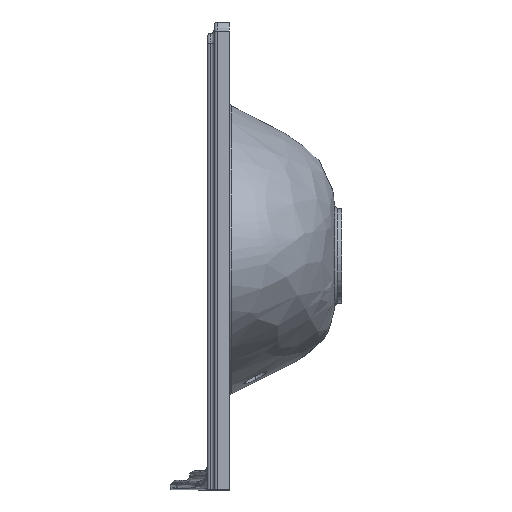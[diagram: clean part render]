
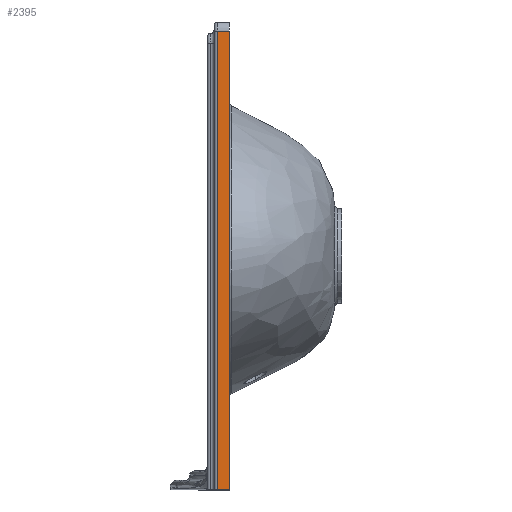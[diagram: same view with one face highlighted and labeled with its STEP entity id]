
A CAD part, left-side view. The second image highlights one B-rep face of the part: STEP entity #2395.
In plain terms, the highlighted planar face has unit normal (-1, 0, 0).
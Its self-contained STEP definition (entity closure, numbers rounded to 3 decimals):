
#367 = DIRECTION ( 'NONE',  ( 0., 1., 0. ) ) ;
#517 = PLANE ( 'NONE',  #9019 ) ;
#571 = DIRECTION ( 'NONE',  ( 0., 0., 1. ) ) ;
#1572 = EDGE_CURVE ( 'NONE', #2090, #11816, #9079, .T. ) ;
#2090 = VERTEX_POINT ( 'NONE', #6992 ) ;
#2395 = ADVANCED_FACE ( 'NONE', ( #8908 ), #517, .T. ) ;
#3072 = CARTESIAN_POINT ( 'NONE',  ( -448., -10.5, 233.5 ) ) ;
#3550 = VECTOR ( 'NONE', #367, 1000. ) ;
#3580 = EDGE_CURVE ( 'NONE', #7557, #11816, #11623, .T. ) ;
#4487 = ORIENTED_EDGE ( 'NONE', *, *, #3580, .T. ) ;
#4637 = VECTOR ( 'NONE', #12445, 1000. ) ;
#4832 = EDGE_CURVE ( 'NONE', #9895, #2090, #5379, .T. ) ;
#5305 = CARTESIAN_POINT ( 'NONE',  ( -448., -140., 243.5 ) ) ;
#5355 = CARTESIAN_POINT ( 'NONE',  ( -448., -23., 233.5 ) ) ;
#5379 = LINE ( 'NONE', #5674, #15078 ) ;
#5674 = CARTESIAN_POINT ( 'NONE',  ( -448., -23., 243.5 ) ) ;
#5675 = LINE ( 'NONE', #14304, #10632 ) ;
#5915 = DIRECTION ( 'NONE',  ( 0., 1., 0. ) ) ;
#6992 = CARTESIAN_POINT ( 'NONE',  ( -448., -23., -243.5 ) ) ;
#7246 = CARTESIAN_POINT ( 'NONE',  ( -448., -140., -243.5 ) ) ;
#7557 = VERTEX_POINT ( 'NONE', #3072 ) ;
#8881 = ORIENTED_EDGE ( 'NONE', *, *, #1572, .F. ) ;
#8908 = FACE_OUTER_BOUND ( 'NONE', #14868, .T. ) ;
#9019 = AXIS2_PLACEMENT_3D ( 'NONE', #5305, #11051, #571 ) ;
#9079 = LINE ( 'NONE', #7246, #3550 ) ;
#9618 = ORIENTED_EDGE ( 'NONE', *, *, #4832, .F. ) ;
#9895 = VERTEX_POINT ( 'NONE', #5355 ) ;
#10356 = DIRECTION ( 'NONE',  ( 0., 0., -1. ) ) ;
#10632 = VECTOR ( 'NONE', #5915, 1000. ) ;
#10826 = ORIENTED_EDGE ( 'NONE', *, *, #13289, .T. ) ;
#11051 = DIRECTION ( 'NONE',  ( -1., 0., 0. ) ) ;
#11274 = CARTESIAN_POINT ( 'NONE',  ( -448., -10.5, 243.5 ) ) ;
#11623 = LINE ( 'NONE', #11274, #4637 ) ;
#11816 = VERTEX_POINT ( 'NONE', #15004 ) ;
#12445 = DIRECTION ( 'NONE',  ( 0., 0., -1. ) ) ;
#13289 = EDGE_CURVE ( 'NONE', #9895, #7557, #5675, .T. ) ;
#14304 = CARTESIAN_POINT ( 'NONE',  ( -448., -140., 233.5 ) ) ;
#14868 = EDGE_LOOP ( 'NONE', ( #10826, #4487, #8881, #9618 ) ) ;
#15004 = CARTESIAN_POINT ( 'NONE',  ( -448., -10.5, -243.5 ) ) ;
#15078 = VECTOR ( 'NONE', #10356, 1000. ) ;
